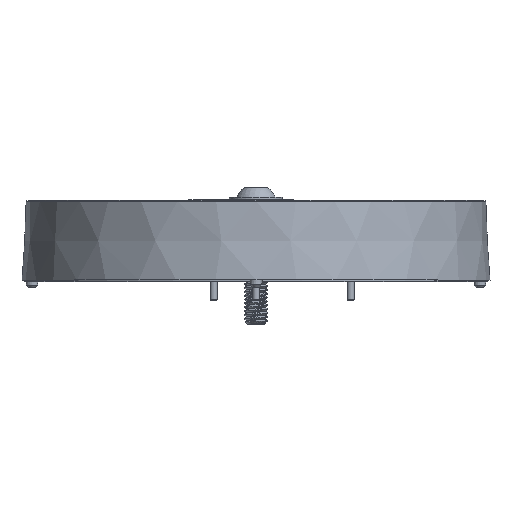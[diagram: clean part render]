
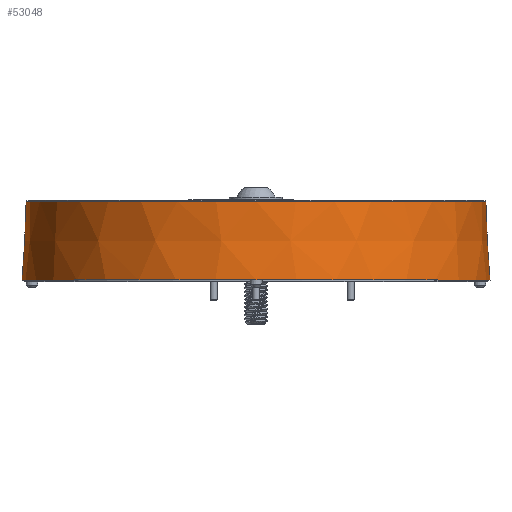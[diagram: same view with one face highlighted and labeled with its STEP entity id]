
A CAD part, top view. The second image highlights one B-rep face of the part: STEP entity #53048.
In plain terms, the highlighted conical face has half-angle 3 degrees and reference radius 30.314 mm.
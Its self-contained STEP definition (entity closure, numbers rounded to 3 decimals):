
#684 = CARTESIAN_POINT ( 'NONE',  ( 0., 0., 0. ) ) ;
#11447 = ORIENTED_EDGE ( 'NONE', *, *, #238090, .T. ) ;
#14383 = FACE_BOUND ( 'NONE', #150064, .T. ) ;
#24665 = VERTEX_POINT ( 'NONE', #330169 ) ;
#27979 = CIRCLE ( 'NONE', #81922, 29.781 ) ;
#53048 = ADVANCED_FACE ( 'NONE', ( #14383, #250588 ), #205137, .T. ) ;
#55800 = ORIENTED_EDGE ( 'NONE', *, *, #280696, .F. ) ;
#71583 = DIRECTION ( 'NONE',  ( 0., 0., -1. ) ) ;
#81922 = AXIS2_PLACEMENT_3D ( 'NONE', #246129, #138211, #141511 ) ;
#98421 = CIRCLE ( 'NONE', #211407, 30.314 ) ;
#124209 = CARTESIAN_POINT ( 'NONE',  ( 0., 10.166, -29.781 ) ) ;
#138211 = DIRECTION ( 'NONE',  ( 0., 1., 0. ) ) ;
#141511 = DIRECTION ( 'NONE',  ( 0., 0., -1. ) ) ;
#145851 = AXIS2_PLACEMENT_3D ( 'NONE', #684, #284190, #71583 ) ;
#150064 = EDGE_LOOP ( 'NONE', ( #55800 ) ) ;
#172249 = CARTESIAN_POINT ( 'NONE',  ( 0., 0., 0. ) ) ;
#203497 = VERTEX_POINT ( 'NONE', #124209 ) ;
#205137 = CONICAL_SURFACE ( 'NONE', #145851, 30.314, 0.052 ) ;
#211407 = AXIS2_PLACEMENT_3D ( 'NONE', #172249, #329235, #275232 ) ;
#238090 = EDGE_CURVE ( 'NONE', #24665, #24665, #98421, .T. ) ;
#246129 = CARTESIAN_POINT ( 'NONE',  ( 0., 10.166, 0. ) ) ;
#250588 = FACE_OUTER_BOUND ( 'NONE', #256630, .T. ) ;
#256630 = EDGE_LOOP ( 'NONE', ( #11447 ) ) ;
#275232 = DIRECTION ( 'NONE',  ( 0., 0., -1. ) ) ;
#280696 = EDGE_CURVE ( 'NONE', #203497, #203497, #27979, .T. ) ;
#284190 = DIRECTION ( 'NONE',  ( 0., -1., 0. ) ) ;
#329235 = DIRECTION ( 'NONE',  ( 0., 1., 0. ) ) ;
#330169 = CARTESIAN_POINT ( 'NONE',  ( 0., 0., -30.314 ) ) ;
